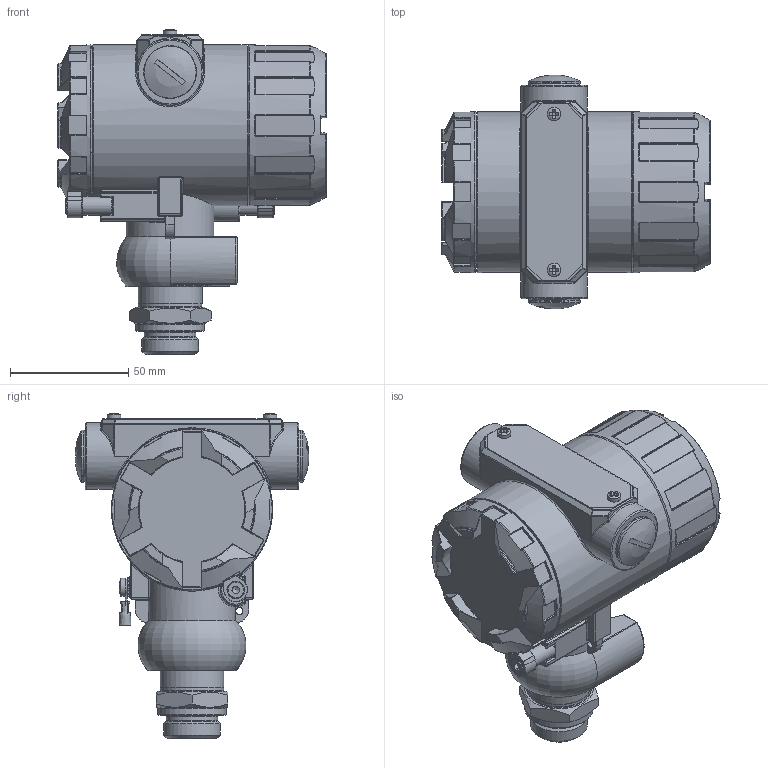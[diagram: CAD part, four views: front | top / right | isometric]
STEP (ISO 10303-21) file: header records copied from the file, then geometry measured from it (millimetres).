
FILE_DESCRIPTION(('STEP AP214'), '1');
FILE_NAME('(01G5)ﾊﾓﾂﾔ.406233.1BC-D-01G5ﾑﾁ (ﾏﾄ100ﾈ-CD-1G5-X-X)', '', ('UNSPECIFIED'), ('UNSPECIFIED'), 'ASCON STEP Converter 1.6', 'ASCON Math Kernel', '');
FILE_SCHEMA(('AUTOMOTIVE_DESIGN { 1 0 10303 214 3 1 1}'));
Length unit declared in the file: millimetre
Products named in the file (40): 弝謹.406233.12C-D-0115; BP11-A/B; ﾂﾐ11ﾂ; BP11-4; BP11b; BP11-15; 鎔艜 DIN7985 M3x4 A2; 鎔艜 DIN7985 M4x8 A2; 弝謹.714151.430.1583; 鎔艜 DIN912 M4x20 A2; Âèíò Ì3-6gõ5.88.35Õ.09; 鎔艜 DIN914 M4x12 A2; ﾘ琺矜-胙魵褞 4 DIN127 A2 B; ﾘ琺矜 DIN125 M4 A2; 鎔艜 DIN920 M4x16 5.8; 鎔艜 DIN7985 M4x16 A2; ﾘ琺矜 ﾌ4 DIN6797A; GB819-85; Çàãëóøêà êàáåëüíîãî ââîäà NCM20; Êîëüöî óïëîòíèòåëüíîå äëÿ çàãëóøêè NCM20; 弝謹.741542.430.2086; BP11-1; BP11-7; BP11-8; BP11-9; BP11-16; BP11-3; ring cable lug m4: ring cable lug m4: ring cable lug m4; 弝謹.301152.320.1291捘; 弝謹.715141.430.2055; 弝謹.685621.480.150捘; SHR-04V-S-B; 忺摎錪; Òðóáêà òåðìîóñàæèâàåìàÿ ÒÑÒ d1; PD100_004F02M; 4480-ﾌ24-ﾕ
Assembly tree (64 placements, depth 4):
  弝謹.406233.12C-D-0115
    BP11-A/B
      ﾂﾐ11ﾂ
    BP11-4
    BP11b  x4
    BP11-15  x4
    鎔艜 DIN7985 M3x4 A2  x2
    鎔艜 DIN7985 M4x8 A2
    弝謹.714151.430.1583  x2
    鎔艜 DIN912 M4x20 A2  x2
    Âèíò Ì3-6gõ5.88.35Õ.09  x2
    鎔艜 DIN914 M4x12 A2
    ﾘ琺矜-胙魵褞 4 DIN127 A2 B  x2
    ﾘ琺矜 DIN125 M4 A2
    鎔艜 DIN920 M4x16 5.8  x2
    鎔艜 DIN7985 M4x16 A2  x2
    ﾘ琺矜 ﾌ4 DIN6797A
    GB819-85  x4
    (unnamed)  x4
    Çàãëóøêà êàáåëüíîãî ââîäà NCM20  x2
      (unnamed)
      Êîëüöî óïëîòíèòåëüíîå äëÿ çàãëóøêè NCM20
    弝謹.741542.430.2086
    BP11-1
    BP11-7
    BP11-8
    BP11-9
    BP11-16  x2
    BP11-3
    (unnamed)
      ring cable lug m4: ring cable lug m4: ring cable lug m4
      ring cable lug m4: ring cable lug m4: ring cable lug m4
    弝謹.301152.320.1291捘
      弝謹.715141.430.2055
      弝謹.685621.480.150捘
        SHR-04V-S-B  x2
        忺摎錪  x4
      Òðóáêà òåðìîóñàæèâàåìàÿ ÒÑÒ d1
    PD100_004F02M
    4480-ﾌ24-ﾕ
Bounding box: 113.3 x 98.76 x 137.39 mm (x, y, z)
Volume: 286279.9 mm3; surface area: 141288.3 mm2
Topology: 60 solids, 60 shells, 2326 faces, 5575 edges, 3372 vertices
Faces by surface type: plane 846, cylinder 688, bspline 389, torus 248, cone 93, sphere 62
Full cylindrical faces by diameter (mm): 0.4 x7, 0.75 x4, 0.8 x3, 1 x1, 2 x8, 2.013 x2, 2.4 x2, 2.459 x2, 2.5 x2, 3 x13, 3.2 x3, 3.242 x11, 3.5 x3, 4 x12, 4.1 x2, 4.2 x6, 4.3 x2, 4.7 x2, 4.8 x4, 4.917 x2, 5 x8, 5.5 x6, 5.7 x2, 6 x8, 6.7 x4, 7 x2, 7.5 x2, 7.6 x2, 7.64 x3, 8 x4
Entity records: 124043 total; most frequent: CARTESIAN_POINT 65249, ORIENTED_EDGE 8548, DIRECTION 7746, EDGE_CURVE 4274, AXIS2_PLACEMENT_3D 3138, VERTEX_POINT 2748, EDGE_LOOP 2322, FACE_BOUND 2002
